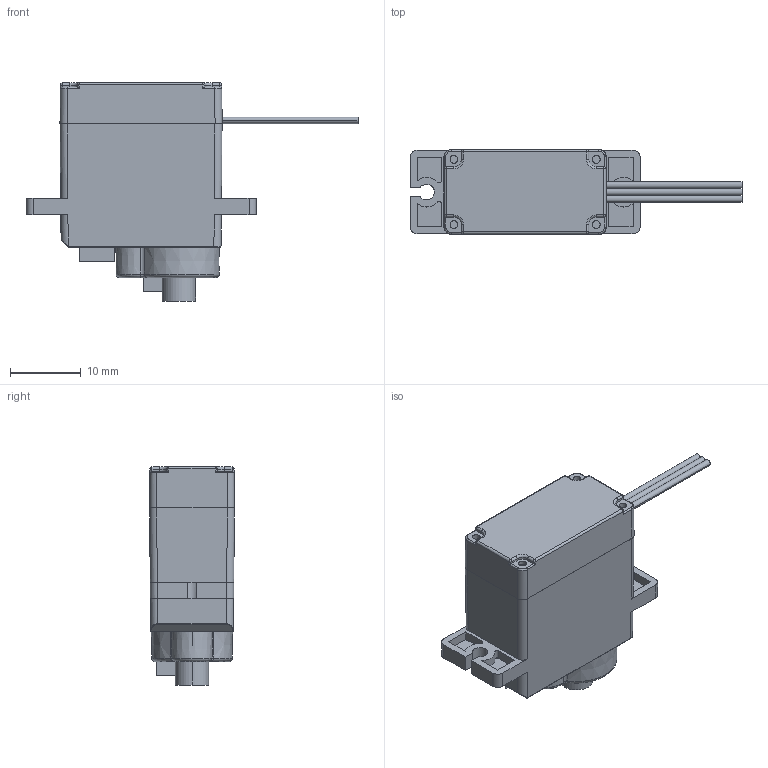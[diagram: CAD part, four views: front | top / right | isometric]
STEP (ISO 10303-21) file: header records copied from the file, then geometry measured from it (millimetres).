
FILE_DESCRIPTION((''),'2;1');
FILE_NAME('DS-9G','2025-02-19T11:45:29',('qinghui.yi'),(''),'CREO PARAMETRIC BY PTC INC, 2023154','CREO PARAMETRIC BY PTC INC, 2023154','');
FILE_SCHEMA(('CONFIG_CONTROL_DESIGN'));
Length unit declared in the file: millimetre
Products named in the file (1): DS-9G
Bounding box: 46.89 x 12 x 30.82 mm (x, y, z)
Volume: 4391 mm3; surface area: 6982.6 mm2
Topology: 4 solids, 13 shells, 431 faces, 1132 edges, 751 vertices
Faces by surface type: plane 208, cylinder 197, torus 12, sphere 8, bspline 4, cone 2
Entity records: 13826 total; most frequent: CARTESIAN_POINT 2889, DIRECTION 2325, ORIENTED_EDGE 2238, EDGE_CURVE 1124, AXIS2_PLACEMENT_3D 854, VERTEX_POINT 751, VECTOR 617, LINE 617
